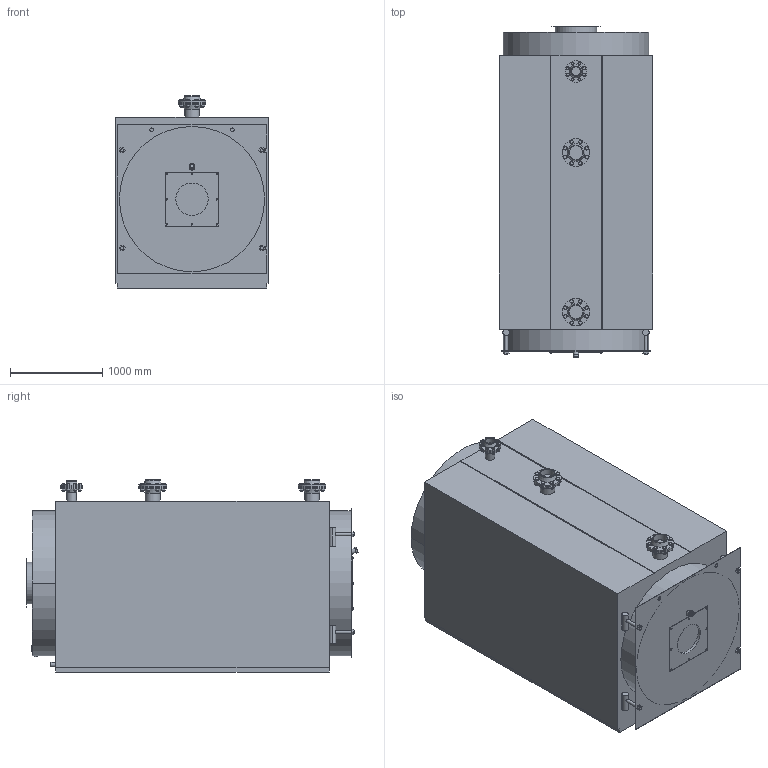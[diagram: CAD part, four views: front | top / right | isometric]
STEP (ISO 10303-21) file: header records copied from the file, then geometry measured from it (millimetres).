
FILE_DESCRIPTION(/* description */ (''),/* implementation_level */ '2;1');
FILE_NAME(/* name */ '2330.stp',/* time_stamp */ '2022-04-21T11:05:03+03:00',/* author */ ('Пользователь'),/* organization */ (''),/* preprocessor_version */ 'ST-DEVELOPER v18.1',/* originating_system */ 'Autodesk Inventor 2022',/* authorisation */ '');
FILE_SCHEMA (('AUTOMOTIVE_DESIGN { 1 0 10303 214 3 1 1 }'));
Length unit declared in the file: millimetre
Products named in the file (10): 2330; FC-150DN; ISO 7005-2 Фланец приварной 
с буртиком, тип 
11 - ISO PN 25 Чугун с шаровидным 
графитом DN150; AS 1110 - M24 x 70; AS 1112 - M24  Тип 10; FC-100DN; ISO 7005-2 Фланец приварной 
с буртиком, тип 
11 - ISO PN 25 Чугун с шаровидным 
графитом DN100; AS 1110 - M20 x 65; AS 1112 - M20  Тип 10; 2330_1
Assembly tree (40 placements, depth 3):
  2330
    FC-150DN  x2
      ISO 7005-2 Фланец приварной 
с буртиком, тип 
11 - ISO PN 25 Чугун с шаровидным 
графитом DN150
      AS 1110 - M24 x 70
      AS 1112 - M24  Тип 10
    FC-100DN
      ISO 7005-2 Фланец приварной 
с буртиком, тип 
11 - ISO PN 25 Чугун с шаровидным 
графитом DN100  x2
      AS 1110 - M20 x 65  x8
      AS 1112 - M20  Тип 10  x8
    2330_1
Bounding box: 1666 x 3602.59 x 2085 mm (x, y, z)
Volume: 10178577963.2 mm3; surface area: 33072245.7 mm2
Topology: 60 solids, 70 shells, 1478 faces, 3189 edges, 1926 vertices
Faces by surface type: plane 773, cone 510, cylinder 195
Full cylindrical faces by diameter (mm): 12 x10, 17.294 x8, 20 x8, 20.752 x16, 23 x16, 24 x16, 28 x32, 30 x8, 34 x8, 36 x16, 40 x6, 48 x1, 57 x1, 65 x1, 100 x2, 108 x1, 112 x2, 150 x4, 156 x2, 159 x2, 162 x4, 211 x4, 235 x2, 300 x4, 350 x1, 444 x1, 450 x1, 530 x1, 1576 x1
Entity records: 11051 total; most frequent: CARTESIAN_POINT 2157, DIRECTION 1811, ORIENTED_EDGE 1638, EDGE_CURVE 819, AXIS2_PLACEMENT_3D 646, VERTEX_POINT 536, LINE 519, VECTOR 519
